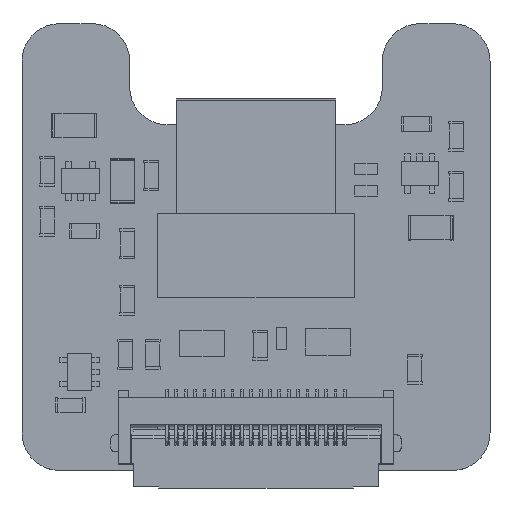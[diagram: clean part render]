
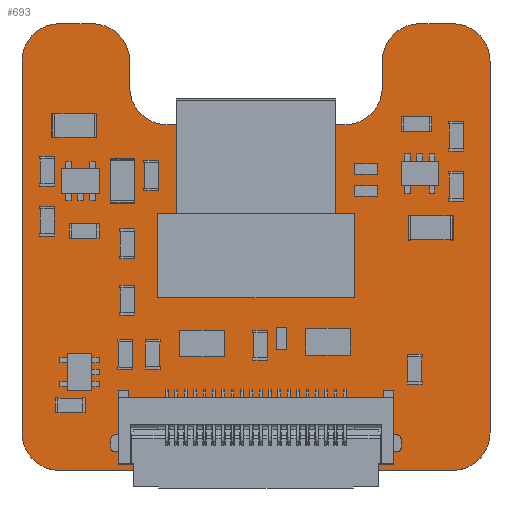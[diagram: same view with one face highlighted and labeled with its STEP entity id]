
A CAD part, top view. The second image highlights one B-rep face of the part: STEP entity #693.
In plain terms, the highlighted planar face has unit normal (0, 0, 1).
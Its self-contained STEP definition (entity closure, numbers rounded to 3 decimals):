
#164 = VERTEX_POINT('',#165);
#165 = CARTESIAN_POINT('',(-12.5,-30.956,1.608));
#171 = EDGE_CURVE('',#164,#172,#174,.T.);
#172 = VERTEX_POINT('',#173);
#173 = CARTESIAN_POINT('',(-10.5,-32.956,1.608));
#174 = CIRCLE('',#175,2.001);
#175 = AXIS2_PLACEMENT_3D('',#176,#177,#178);
#176 = CARTESIAN_POINT('',(-10.499,-30.955,1.608));
#177 = DIRECTION('',(0.,0.,1.));
#178 = DIRECTION('',(-1.,0.,0.));
#204 = EDGE_CURVE('',#172,#205,#207,.T.);
#205 = VERTEX_POINT('',#206);
#206 = CARTESIAN_POINT('',(10.5,-32.956,1.608));
#207 = LINE('',#208,#209);
#208 = CARTESIAN_POINT('',(-10.5,-32.956,1.608));
#209 = VECTOR('',#210,1.);
#210 = DIRECTION('',(1.,0.,0.));
#235 = EDGE_CURVE('',#205,#236,#238,.T.);
#236 = VERTEX_POINT('',#237);
#237 = CARTESIAN_POINT('',(12.5,-30.956,1.608));
#238 = CIRCLE('',#239,2.001);
#239 = AXIS2_PLACEMENT_3D('',#240,#241,#242);
#240 = CARTESIAN_POINT('',(10.499,-30.955,1.608));
#241 = DIRECTION('',(0.,0.,1.));
#242 = DIRECTION('',(0.,-1.,0.));
#268 = EDGE_CURVE('',#236,#269,#271,.T.);
#269 = VERTEX_POINT('',#270);
#270 = CARTESIAN_POINT('',(12.5,-11.094,1.608));
#271 = LINE('',#272,#273);
#272 = CARTESIAN_POINT('',(12.5,-30.956,1.608));
#273 = VECTOR('',#274,1.);
#274 = DIRECTION('',(0.,1.,0.));
#299 = EDGE_CURVE('',#269,#300,#302,.T.);
#300 = VERTEX_POINT('',#301);
#301 = CARTESIAN_POINT('',(10.5,-9.094,1.608));
#302 = CIRCLE('',#303,2.001);
#303 = AXIS2_PLACEMENT_3D('',#304,#305,#306);
#304 = CARTESIAN_POINT('',(10.499,-11.095,1.608));
#305 = DIRECTION('',(0.,0.,1.));
#306 = DIRECTION('',(1.,0.,0.));
#332 = EDGE_CURVE('',#300,#333,#335,.T.);
#333 = VERTEX_POINT('',#334);
#334 = CARTESIAN_POINT('',(8.75,-9.094,1.608));
#335 = LINE('',#336,#337);
#336 = CARTESIAN_POINT('',(10.5,-9.094,1.608));
#337 = VECTOR('',#338,1.);
#338 = DIRECTION('',(-1.,0.,0.));
#363 = EDGE_CURVE('',#333,#364,#366,.T.);
#364 = VERTEX_POINT('',#365);
#365 = CARTESIAN_POINT('',(6.75,-11.094,1.608));
#366 = CIRCLE('',#367,2.001);
#367 = AXIS2_PLACEMENT_3D('',#368,#369,#370);
#368 = CARTESIAN_POINT('',(8.751,-11.095,1.608));
#369 = DIRECTION('',(0.,0.,1.));
#370 = DIRECTION('',(0.,1.,0.));
#396 = EDGE_CURVE('',#364,#397,#399,.T.);
#397 = VERTEX_POINT('',#398);
#398 = CARTESIAN_POINT('',(6.75,-12.49,1.608));
#399 = LINE('',#400,#401);
#400 = CARTESIAN_POINT('',(6.75,-11.094,1.608));
#401 = VECTOR('',#402,1.);
#402 = DIRECTION('',(0.,-1.,0.));
#427 = EDGE_CURVE('',#397,#428,#430,.T.);
#428 = VERTEX_POINT('',#429);
#429 = CARTESIAN_POINT('',(4.75,-14.49,1.608));
#430 = CIRCLE('',#431,2.001);
#431 = AXIS2_PLACEMENT_3D('',#432,#433,#434);
#432 = CARTESIAN_POINT('',(4.749,-12.489,1.608));
#433 = DIRECTION('',(0.,0.,-1.));
#434 = DIRECTION('',(1.,0.,0.));
#460 = EDGE_CURVE('',#428,#461,#463,.T.);
#461 = VERTEX_POINT('',#462);
#462 = CARTESIAN_POINT('',(-4.75,-14.49,1.608));
#463 = LINE('',#464,#465);
#464 = CARTESIAN_POINT('',(4.75,-14.49,1.608));
#465 = VECTOR('',#466,1.);
#466 = DIRECTION('',(-1.,0.,0.));
#491 = EDGE_CURVE('',#461,#492,#494,.T.);
#492 = VERTEX_POINT('',#493);
#493 = CARTESIAN_POINT('',(-6.75,-12.49,1.608));
#494 = CIRCLE('',#495,2.001);
#495 = AXIS2_PLACEMENT_3D('',#496,#497,#498);
#496 = CARTESIAN_POINT('',(-4.749,-12.489,1.608));
#497 = DIRECTION('',(0.,0.,-1.));
#498 = DIRECTION('',(0.,-1.,0.));
#524 = EDGE_CURVE('',#492,#525,#527,.T.);
#525 = VERTEX_POINT('',#526);
#526 = CARTESIAN_POINT('',(-6.75,-11.094,1.608));
#527 = LINE('',#528,#529);
#528 = CARTESIAN_POINT('',(-6.75,-12.49,1.608));
#529 = VECTOR('',#530,1.);
#530 = DIRECTION('',(0.,1.,0.));
#555 = EDGE_CURVE('',#525,#556,#558,.T.);
#556 = VERTEX_POINT('',#557);
#557 = CARTESIAN_POINT('',(-8.745,-9.094,1.608));
#558 = CIRCLE('',#559,2.001);
#559 = AXIS2_PLACEMENT_3D('',#560,#561,#562);
#560 = CARTESIAN_POINT('',(-8.751,-11.095,1.608));
#561 = DIRECTION('',(0.,0.,1.));
#562 = DIRECTION('',(1.,0.,0.));
#588 = EDGE_CURVE('',#556,#589,#591,.T.);
#589 = VERTEX_POINT('',#590);
#590 = CARTESIAN_POINT('',(-10.5,-9.094,1.608));
#591 = LINE('',#592,#593);
#592 = CARTESIAN_POINT('',(-8.745,-9.094,1.608));
#593 = VECTOR('',#594,1.);
#594 = DIRECTION('',(-1.,0.,0.));
#619 = EDGE_CURVE('',#589,#620,#622,.T.);
#620 = VERTEX_POINT('',#621);
#621 = CARTESIAN_POINT('',(-12.5,-11.094,1.608));
#622 = CIRCLE('',#623,2.001);
#623 = AXIS2_PLACEMENT_3D('',#624,#625,#626);
#624 = CARTESIAN_POINT('',(-10.499,-11.095,1.608));
#625 = DIRECTION('',(0.,0.,1.));
#626 = DIRECTION('',(0.,1.,0.));
#652 = EDGE_CURVE('',#620,#164,#653,.T.);
#653 = LINE('',#654,#655);
#654 = CARTESIAN_POINT('',(-12.5,-11.094,1.608));
#655 = VECTOR('',#656,1.);
#656 = DIRECTION('',(0.,-1.,0.));
#693 = ADVANCED_FACE('',(#694),#712,.F.);
#694 = FACE_BOUND('',#695,.T.);
#695 = EDGE_LOOP('',(#696,#697,#698,#699,#700,#701,#702,#703,#704,#705,
    #706,#707,#708,#709,#710,#711));
#696 = ORIENTED_EDGE('',*,*,#171,.T.);
#697 = ORIENTED_EDGE('',*,*,#204,.T.);
#698 = ORIENTED_EDGE('',*,*,#235,.T.);
#699 = ORIENTED_EDGE('',*,*,#268,.T.);
#700 = ORIENTED_EDGE('',*,*,#299,.T.);
#701 = ORIENTED_EDGE('',*,*,#332,.T.);
#702 = ORIENTED_EDGE('',*,*,#363,.T.);
#703 = ORIENTED_EDGE('',*,*,#396,.T.);
#704 = ORIENTED_EDGE('',*,*,#427,.T.);
#705 = ORIENTED_EDGE('',*,*,#460,.T.);
#706 = ORIENTED_EDGE('',*,*,#491,.T.);
#707 = ORIENTED_EDGE('',*,*,#524,.T.);
#708 = ORIENTED_EDGE('',*,*,#555,.T.);
#709 = ORIENTED_EDGE('',*,*,#588,.T.);
#710 = ORIENTED_EDGE('',*,*,#619,.T.);
#711 = ORIENTED_EDGE('',*,*,#652,.T.);
#712 = PLANE('',#713);
#713 = AXIS2_PLACEMENT_3D('',#714,#715,#716);
#714 = CARTESIAN_POINT('',(-12.5,-30.956,1.608));
#715 = DIRECTION('',(0.,0.,-1.));
#716 = DIRECTION('',(-1.,0.,0.));
